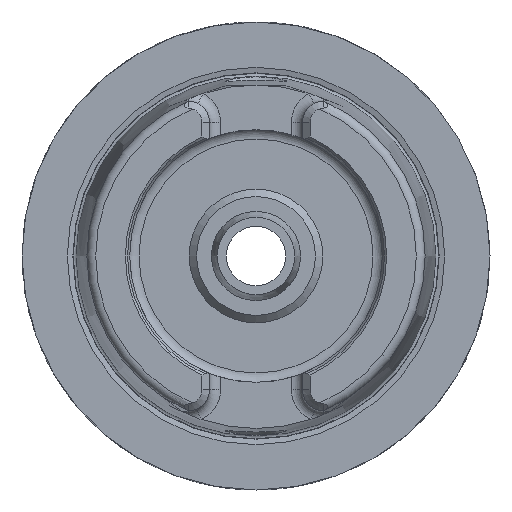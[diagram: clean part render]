
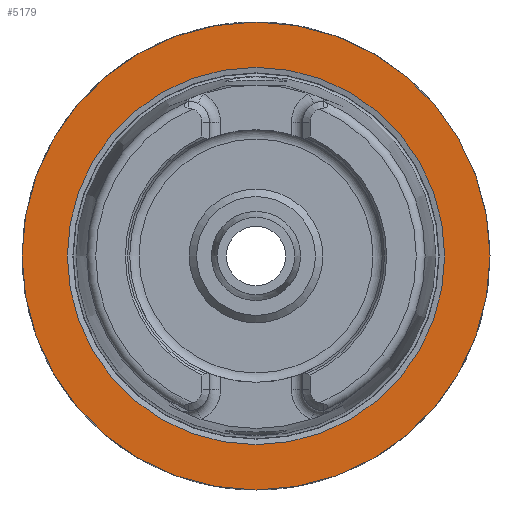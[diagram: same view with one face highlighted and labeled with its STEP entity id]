
A CAD part, left-side view. The second image highlights one B-rep face of the part: STEP entity #5179.
In plain terms, the highlighted planar face has unit normal (-1, 0, 0).
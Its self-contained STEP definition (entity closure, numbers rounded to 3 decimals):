
#4370=CARTESIAN_POINT('',(0.0,31.5,0.0));
#4371=VERTEX_POINT('',#4370);
#4372=CARTESIAN_POINT('',(0.0,0.0,0.0));
#4373=DIRECTION('',(1.0,0.0,0.0));
#4374=DIRECTION('',(0.0,1.0,0.0));
#4375=AXIS2_PLACEMENT_3D('',#4372,#4373,#4374);
#4376=CIRCLE('',#4375,31.5);
#4377=EDGE_CURVE('',#4371,#4371,#4376,.T.);
#5153=CARTESIAN_POINT('',(0.0,25.4,0.0));
#5154=VERTEX_POINT('',#5153);
#5155=CARTESIAN_POINT('',(0.0,0.0,0.0));
#5156=DIRECTION('',(1.0,0.0,0.0));
#5157=DIRECTION('',(0.0,1.0,0.0));
#5158=AXIS2_PLACEMENT_3D('',#5155,#5156,#5157);
#5159=CIRCLE('',#5158,25.4);
#5160=EDGE_CURVE('',#5154,#5154,#5159,.T.);
#5168=CARTESIAN_POINT('',(0.0,28.45,0.0));
#5169=DIRECTION('',(-1.0,0.0,0.0));
#5170=DIRECTION('',(0.0,0.0,1.0));
#5171=AXIS2_PLACEMENT_3D('',#5168,#5169,#5170);
#5172=PLANE('',#5171);
#5173=ORIENTED_EDGE('',*,*,#4377,.F.);
#5174=EDGE_LOOP('',(#5173));
#5175=FACE_OUTER_BOUND('',#5174,.T.);
#5176=ORIENTED_EDGE('',*,*,#5160,.T.);
#5177=EDGE_LOOP('',(#5176));
#5178=FACE_BOUND('',#5177,.T.);
#5179=ADVANCED_FACE('',(#5175,#5178),#5172,.T.);
